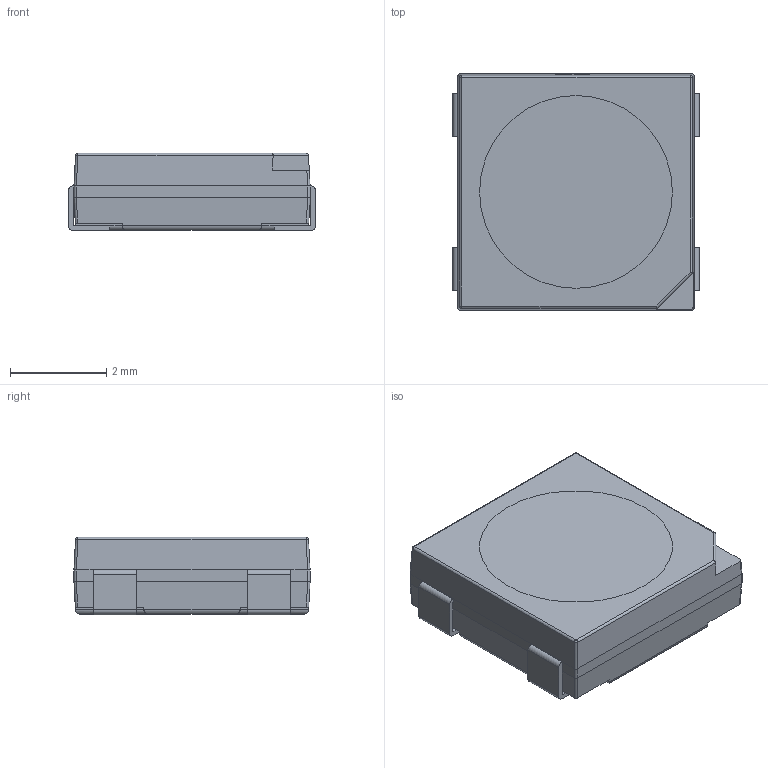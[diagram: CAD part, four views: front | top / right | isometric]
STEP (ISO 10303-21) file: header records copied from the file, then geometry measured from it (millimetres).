
FILE_DESCRIPTION (( 'STEP AP214' ), '1' );
FILE_NAME ('LED-SMD_4P-4.9-W4.9-LS5.0-BR.STEP', '2023-12-12T15:06:58', ( '微软用户' ), ( '微软中国' ), 'SwSTEP 2.0', 'SolidWorks 2020', '' );
FILE_SCHEMA (( 'AUTOMOTIVE_DESIGN' ));
Length unit declared in the file: millimetre
Products named in the file (1): LED-SMD_4P-4.9-W4.9-LS5.0-BR
Bounding box: 5.12 x 4.9 x 1.61 mm (x, y, z)
Volume: 36.4 mm3; surface area: 126.7 mm2
Topology: 2 solids, 2 shells, 408 faces, 1090 edges, 711 vertices
Faces by surface type: plane 214, bspline 98, cylinder 75, torus 18, sphere 3
Entity records: 17609 total; most frequent: CARTESIAN_POINT 3627, ORIENTED_EDGE 2180, DIRECTION 1596, EDGE_CURVE 1090, VECTOR 732, LINE 732, VERTEX_POINT 711, EDGE_LOOP 433
